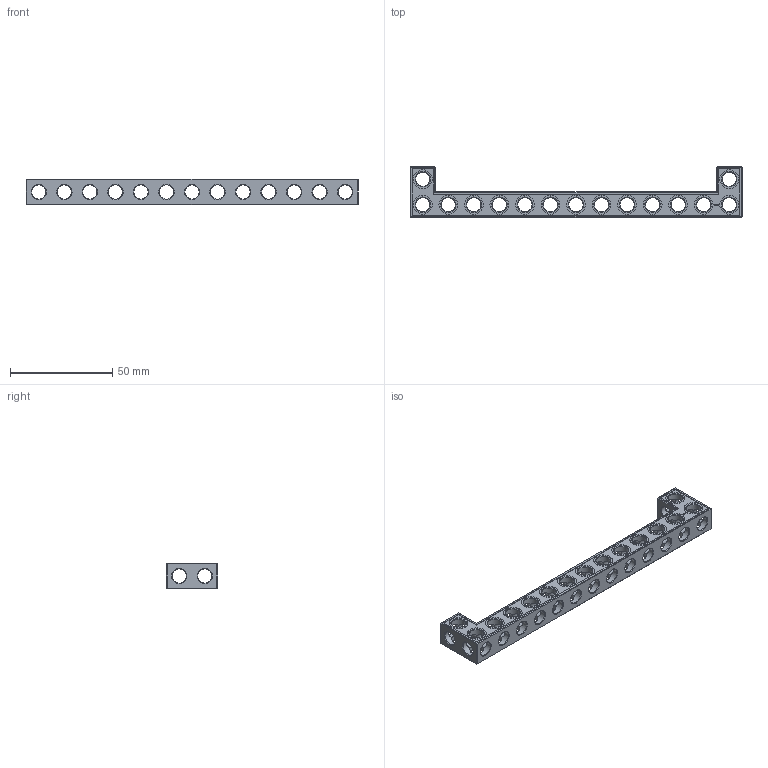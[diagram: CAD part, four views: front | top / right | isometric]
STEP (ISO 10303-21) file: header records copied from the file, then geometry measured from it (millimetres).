
FILE_DESCRIPTION(('FreeCAD Model'),'2;1');
FILE_NAME('Open CASCADE Shape Model','2022-02-26T16:15:15',('Author'),( ''),'Open CASCADE STEP processor 7.5','FreeCAD','Unknown');
FILE_SCHEMA(('AUTOMOTIVE_DESIGN { 1 0 10303 214 1 1 1 1 }'));
Products named in the file (1): Beam AGD ESS USH SYM BU13x02x01 - SPN-BEM-0499 (stemfie.org)
Bounding box: 162.5 x 25 x 12.5 mm (x, y, z)
Volume: 14646.3 mm3; surface area: 13215.3 mm2
Topology: 1 solids, 1 shells, 714 faces, 2084 edges, 1362 vertices
Faces by surface type: plane 391, extrusion 170, cylinder 91, cone 62
Full cylindrical faces by diameter (mm): 6.98 x6, 7 x70, 9.2 x15
Entity records: 65238 total; most frequent: CARTESIAN_POINT 25783, DIRECTION 6436, VECTOR 4469, LINE 4299, ORIENTED_EDGE 4168, PCURVE 4168, DEFINITIONAL_REPRESENTATION 4168, EDGE_CURVE 2084
